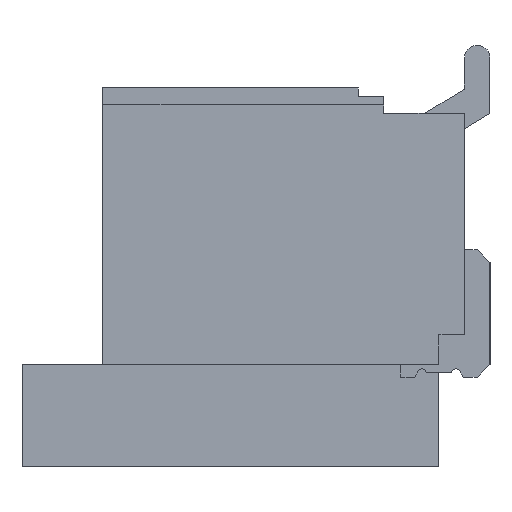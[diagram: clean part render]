
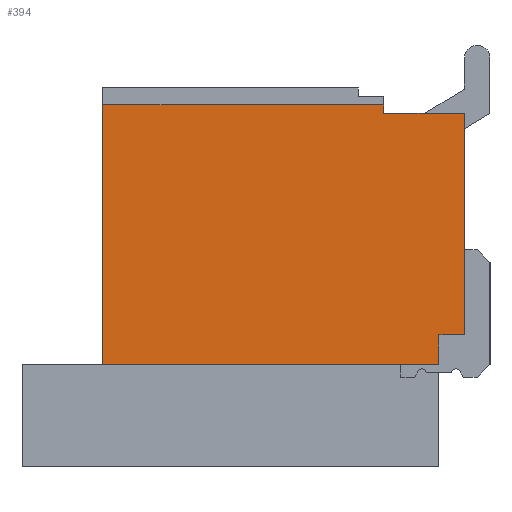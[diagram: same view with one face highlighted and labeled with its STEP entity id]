
A CAD part, left-side view. The second image highlights one B-rep face of the part: STEP entity #394.
In plain terms, the highlighted planar face has unit normal (-1, 0, 0).
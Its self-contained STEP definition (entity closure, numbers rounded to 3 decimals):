
#394 = ADVANCED_FACE( '', ( #901 ), #902, .F. );
#901 = FACE_OUTER_BOUND( '', #1538, .T. );
#902 = PLANE( '', #1539 );
#1538 = EDGE_LOOP( '', ( #2490, #2491, #2492, #2493, #2494, #2495, #2496, #2497 ) );
#1539 = AXIS2_PLACEMENT_3D( '', #2498, #2499, #2500 );
#2490 = ORIENTED_EDGE( '', *, *, #4280, .F. );
#2491 = ORIENTED_EDGE( '', *, *, #4281, .F. );
#2492 = ORIENTED_EDGE( '', *, *, #4282, .F. );
#2493 = ORIENTED_EDGE( '', *, *, #4283, .F. );
#2494 = ORIENTED_EDGE( '', *, *, #4217, .F. );
#2495 = ORIENTED_EDGE( '', *, *, #4284, .F. );
#2496 = ORIENTED_EDGE( '', *, *, #4220, .F. );
#2497 = ORIENTED_EDGE( '', *, *, #4285, .F. );
#2498 = CARTESIAN_POINT( '', ( -4.2, 0., 0. ) );
#2499 = DIRECTION( '', ( 1., 0., 0. ) );
#2500 = DIRECTION( '', ( 0., 0., -1. ) );
#4217 = EDGE_CURVE( '', #5162, #5164, #5165, .T. );
#4220 = EDGE_CURVE( '', #5168, #5169, #5170, .T. );
#4280 = EDGE_CURVE( '', #5269, #5270, #5271, .T. );
#4281 = EDGE_CURVE( '', #5272, #5269, #5273, .T. );
#4282 = EDGE_CURVE( '', #5274, #5272, #5275, .T. );
#4283 = EDGE_CURVE( '', #5164, #5274, #5276, .T. );
#4284 = EDGE_CURVE( '', #5169, #5162, #5277, .T. );
#4285 = EDGE_CURVE( '', #5270, #5168, #5278, .T. );
#5162 = VERTEX_POINT( '', #6492 );
#5164 = VERTEX_POINT( '', #6495 );
#5165 = LINE( '', #6496, #6497 );
#5168 = VERTEX_POINT( '', #6501 );
#5169 = VERTEX_POINT( '', #6502 );
#5170 = LINE( '', #6503, #6504 );
#5269 = VERTEX_POINT( '', #6651 );
#5270 = VERTEX_POINT( '', #6652 );
#5271 = LINE( '', #6653, #6654 );
#5272 = VERTEX_POINT( '', #6655 );
#5273 = LINE( '', #6656, #6657 );
#5274 = VERTEX_POINT( '', #6658 );
#5275 = LINE( '', #6659, #6660 );
#5276 = LINE( '', #6661, #6662 );
#5277 = LINE( '', #6663, #6664 );
#5278 = LINE( '', #6665, #6666 );
#6492 = CARTESIAN_POINT( '', ( -4.2, 0., -0.675 ) );
#6495 = CARTESIAN_POINT( '', ( -4.2, 0.3, -0.675 ) );
#6496 = CARTESIAN_POINT( '', ( -4.2, 0., -0.675 ) );
#6497 = VECTOR( '', #7841, 1000. );
#6501 = CARTESIAN_POINT( '', ( -4.2, 0.95, 1.925 ) );
#6502 = CARTESIAN_POINT( '', ( -4.2, 0., 1.925 ) );
#6503 = CARTESIAN_POINT( '', ( -4.2, 0.95, 1.925 ) );
#6504 = VECTOR( '', #7843, 1000. );
#6651 = CARTESIAN_POINT( '', ( -4.2, 4.25, 2.025 ) );
#6652 = CARTESIAN_POINT( '', ( -4.2, 0.95, 2.025 ) );
#6653 = CARTESIAN_POINT( '', ( -4.2, 5.2, 2.025 ) );
#6654 = VECTOR( '', #7895, 1000. );
#6655 = CARTESIAN_POINT( '', ( -4.2, 4.25, -1.025 ) );
#6656 = CARTESIAN_POINT( '', ( -4.2, 4.25, -1.025 ) );
#6657 = VECTOR( '', #7896, 1000. );
#6658 = CARTESIAN_POINT( '', ( -4.2, 0.3, -1.025 ) );
#6659 = CARTESIAN_POINT( '', ( -4.2, 0., -1.025 ) );
#6660 = VECTOR( '', #7897, 1000. );
#6661 = CARTESIAN_POINT( '', ( -4.2, 0.3, -0.675 ) );
#6662 = VECTOR( '', #7898, 1000. );
#6663 = CARTESIAN_POINT( '', ( -4.2, 0., 1.925 ) );
#6664 = VECTOR( '', #7899, 1000. );
#6665 = CARTESIAN_POINT( '', ( -4.2, 0.95, 2.125 ) );
#6666 = VECTOR( '', #7900, 1000. );
#7841 = DIRECTION( '', ( 0., 1., 0. ) );
#7843 = DIRECTION( '', ( 0., -1., 0. ) );
#7895 = DIRECTION( '', ( 0., -1., 0. ) );
#7896 = DIRECTION( '', ( 0., 0., 1. ) );
#7897 = DIRECTION( '', ( 0., 1., 0. ) );
#7898 = DIRECTION( '', ( 0., 0., -1. ) );
#7899 = DIRECTION( '', ( 0., 0., -1. ) );
#7900 = DIRECTION( '', ( 0., 0., -1. ) );
